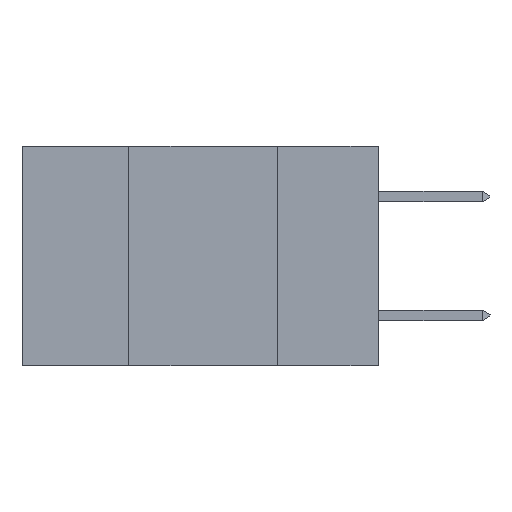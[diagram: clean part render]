
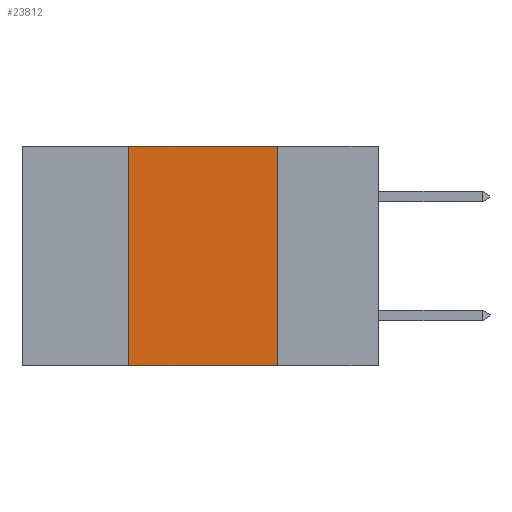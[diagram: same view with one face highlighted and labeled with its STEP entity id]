
A CAD part, left-side view. The second image highlights one B-rep face of the part: STEP entity #23812.
In plain terms, the highlighted planar face has unit normal (-1, 0, 0).
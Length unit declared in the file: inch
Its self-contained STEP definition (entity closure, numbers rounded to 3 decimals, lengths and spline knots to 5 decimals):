
#1 = LINE ( 'NONE', #15828, #12701 ) ;
#321 = LINE ( 'NONE', #21240, #10586 ) ;
#531 = FACE_OUTER_BOUND ( 'NONE', #13352, .T. ) ;
#937 = DIRECTION ( 'NONE',  ( 0., 0., -1. ) ) ;
#1970 = CARTESIAN_POINT ( 'NONE',  ( 0., 0.17, 0. ) ) ;
#2460 = VERTEX_POINT ( 'NONE', #15006 ) ;
#3056 = PLANE ( 'NONE',  #6190 ) ;
#3734 = ORIENTED_EDGE ( 'NONE', *, *, #5249, .F. ) ;
#3823 = ORIENTED_EDGE ( 'NONE', *, *, #11292, .F. ) ;
#4068 = CARTESIAN_POINT ( 'NONE',  ( 0., 0.17, -0.37 ) ) ;
#4149 = DIRECTION ( 'NONE',  ( 0., 0., -1. ) ) ;
#5249 = EDGE_CURVE ( 'NONE', #14430, #18431, #321, .T. ) ;
#5328 = EDGE_CURVE ( 'NONE', #2460, #14430, #1, .T. ) ;
#6190 = AXIS2_PLACEMENT_3D ( 'NONE', #20578, #10544, #937 ) ;
#7575 = VERTEX_POINT ( 'NONE', #13099 ) ;
#8209 = CARTESIAN_POINT ( 'NONE',  ( 0., 0.6, -0.37 ) ) ;
#10300 = DIRECTION ( 'NONE',  ( 0., -1., 0. ) ) ;
#10544 = DIRECTION ( 'NONE',  ( 1., 0., 0. ) ) ;
#10586 = VECTOR ( 'NONE', #4149, 39.37008 ) ;
#11292 = EDGE_CURVE ( 'NONE', #7575, #2460, #23620, .T. ) ;
#11813 = DIRECTION ( 'NONE',  ( 0., -1., 0. ) ) ;
#12701 = VECTOR ( 'NONE', #11813, 39.37008 ) ;
#12794 = DIRECTION ( 'NONE',  ( 0., 0., 1. ) ) ;
#13099 = CARTESIAN_POINT ( 'NONE',  ( 0., 0.42, -0.37 ) ) ;
#13352 = EDGE_LOOP ( 'NONE', ( #3734, #17217, #3823, #24444 ) ) ;
#14430 = VERTEX_POINT ( 'NONE', #1970 ) ;
#15006 = CARTESIAN_POINT ( 'NONE',  ( 0., 0.42, 0. ) ) ;
#15828 = CARTESIAN_POINT ( 'NONE',  ( 0., 0.6, 0. ) ) ;
#17217 = ORIENTED_EDGE ( 'NONE', *, *, #5328, .F. ) ;
#18431 = VERTEX_POINT ( 'NONE', #4068 ) ;
#20578 = CARTESIAN_POINT ( 'NONE',  ( 0., 0.6, 0. ) ) ;
#20630 = CARTESIAN_POINT ( 'NONE',  ( 0., 0.42, 0. ) ) ;
#20638 = VECTOR ( 'NONE', #12794, 39.37008 ) ;
#21240 = CARTESIAN_POINT ( 'NONE',  ( 0., 0.17, 0. ) ) ;
#22589 = VECTOR ( 'NONE', #10300, 39.37008 ) ;
#22895 = LINE ( 'NONE', #8209, #22589 ) ;
#23620 = LINE ( 'NONE', #20630, #20638 ) ;
#23649 = EDGE_CURVE ( 'NONE', #7575, #18431, #22895, .T. ) ;
#23812 = ADVANCED_FACE ( 'NONE', ( #531 ), #3056, .F. ) ;
#24444 = ORIENTED_EDGE ( 'NONE', *, *, #23649, .T. ) ;
